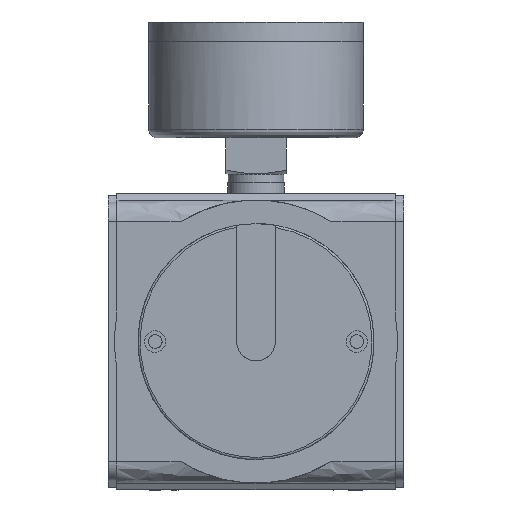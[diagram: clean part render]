
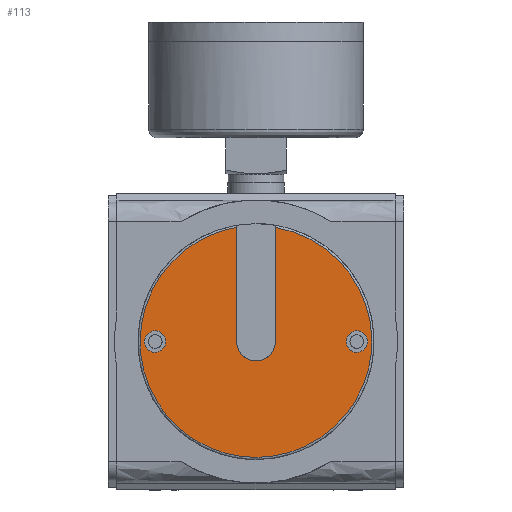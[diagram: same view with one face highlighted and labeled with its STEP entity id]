
A CAD part, front view. The second image highlights one B-rep face of the part: STEP entity #113.
In plain terms, the highlighted planar face has unit normal (0, -1, 0).
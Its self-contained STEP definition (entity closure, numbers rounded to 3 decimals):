
#36=FACE_BOUND('',#660,.T.);
#37=FACE_BOUND('',#661,.T.);
#113=ADVANCED_FACE('',(#383,#36,#37),#4144,.T.);
#383=FACE_OUTER_BOUND('',#659,.T.);
#659=EDGE_LOOP('',(#1113,#1114,#1115,#1116));
#660=EDGE_LOOP('',(#1117,#1118));
#661=EDGE_LOOP('',(#1119,#1120));
#1113=ORIENTED_EDGE('',*,*,#2402,.F.);
#1114=ORIENTED_EDGE('',*,*,#2398,.F.);
#1115=ORIENTED_EDGE('',*,*,#2910,.F.);
#1116=ORIENTED_EDGE('',*,*,#2396,.F.);
#1117=ORIENTED_EDGE('',*,*,#2494,.F.);
#1118=ORIENTED_EDGE('',*,*,#2493,.F.);
#1119=ORIENTED_EDGE('',*,*,#2484,.F.);
#1120=ORIENTED_EDGE('',*,*,#2483,.F.);
#2396=EDGE_CURVE('',#3739,#3740,#3044,.T.);
#2398=EDGE_CURVE('',#3741,#3742,#3046,.T.);
#2402=EDGE_CURVE('',#3742,#3739,#3463,.T.);
#2483=EDGE_CURVE('',#3748,#3747,#3508,.T.);
#2484=EDGE_CURVE('',#3747,#3748,#3509,.T.);
#2493=EDGE_CURVE('',#3746,#3745,#3516,.T.);
#2494=EDGE_CURVE('',#3745,#3746,#3517,.T.);
#2910=EDGE_CURVE('',#3740,#3741,#3634,.T.);
#3044=B_SPLINE_CURVE_WITH_KNOTS('',1,(#8106,#8107),.UNSPECIFIED.,.F.,.F.,
(2,2),(0.,26.622),.UNSPECIFIED.);
#3046=B_SPLINE_CURVE_WITH_KNOTS('',1,(#8114,#8115),.UNSPECIFIED.,.F.,.F.,
(2,2),(0.,26.622),.UNSPECIFIED.);
#3463=(
BOUNDED_CURVE()
B_SPLINE_CURVE(2,(#8126,#8127,#8128,#8129,#8130),.UNSPECIFIED.,.F.,.F.)
B_SPLINE_CURVE_WITH_KNOTS((3,2,3),(-14.137,-7.069,
0.),.UNSPECIFIED.)
CURVE()
GEOMETRIC_REPRESENTATION_ITEM()
RATIONAL_B_SPLINE_CURVE((1.,0.707,1.,0.707,1.))
REPRESENTATION_ITEM('')
);
#3508=(
BOUNDED_CURVE()
B_SPLINE_CURVE(2,(#8397,#8398,#8399,#8400,#8401),.UNSPECIFIED.,.F.,.F.)
B_SPLINE_CURVE_WITH_KNOTS((3,2,3),(-15.708,-11.781,-7.854),
 .UNSPECIFIED.)
CURVE()
GEOMETRIC_REPRESENTATION_ITEM()
RATIONAL_B_SPLINE_CURVE((1.,0.707,1.,0.707,1.))
REPRESENTATION_ITEM('')
);
#3509=(
BOUNDED_CURVE()
B_SPLINE_CURVE(2,(#8402,#8403,#8404,#8405,#8406),.UNSPECIFIED.,.F.,.F.)
B_SPLINE_CURVE_WITH_KNOTS((3,2,3),(-7.854,-3.927,
0.),.UNSPECIFIED.)
CURVE()
GEOMETRIC_REPRESENTATION_ITEM()
RATIONAL_B_SPLINE_CURVE((1.,0.707,1.,0.707,1.))
REPRESENTATION_ITEM('')
);
#3516=(
BOUNDED_CURVE()
B_SPLINE_CURVE(2,(#8441,#8442,#8443,#8444,#8445),.UNSPECIFIED.,.F.,.F.)
B_SPLINE_CURVE_WITH_KNOTS((3,2,3),(-15.708,-11.781,-7.854),
 .UNSPECIFIED.)
CURVE()
GEOMETRIC_REPRESENTATION_ITEM()
RATIONAL_B_SPLINE_CURVE((1.,0.707,1.,0.707,1.))
REPRESENTATION_ITEM('')
);
#3517=(
BOUNDED_CURVE()
B_SPLINE_CURVE(2,(#8446,#8447,#8448,#8449,#8450),.UNSPECIFIED.,.F.,.F.)
B_SPLINE_CURVE_WITH_KNOTS((3,2,3),(-7.854,-3.927,
0.),.UNSPECIFIED.)
CURVE()
GEOMETRIC_REPRESENTATION_ITEM()
RATIONAL_B_SPLINE_CURVE((1.,0.707,1.,0.707,1.))
REPRESENTATION_ITEM('')
);
#3634=(
BOUNDED_CURVE()
B_SPLINE_CURVE(2,(#9603,#9604,#9605,#9606,#9607,#9608,#9609,#9610,#9611),
 .UNSPECIFIED.,.F.,.F.)
B_SPLINE_CURVE_WITH_KNOTS((3,2,2,2,3),(-160.604,-120.453,
-80.302,-40.151,0.),.UNSPECIFIED.)
CURVE()
GEOMETRIC_REPRESENTATION_ITEM()
RATIONAL_B_SPLINE_CURVE((1.,0.736,1.,0.736,1.,0.736,
1.,0.736,1.))
REPRESENTATION_ITEM('')
);
#3739=VERTEX_POINT('',#7623);
#3740=VERTEX_POINT('',#7624);
#3741=VERTEX_POINT('',#7625);
#3742=VERTEX_POINT('',#7626);
#3745=VERTEX_POINT('',#7629);
#3746=VERTEX_POINT('',#7630);
#3747=VERTEX_POINT('',#7631);
#3748=VERTEX_POINT('',#7632);
#4144=PLANE('',#4771);
#4771=AXIS2_PLACEMENT_3D('',#5740,#4935,$);
#4935=DIRECTION('',(0.,-1.,0.));
#5740=CARTESIAN_POINT('',(-34.79,-1.5,-32.374));
#7623=CARTESIAN_POINT('',(4.5,-1.5,0.));
#7624=CARTESIAN_POINT('',(4.5,-1.5,26.622));
#7625=CARTESIAN_POINT('',(-4.5,-1.5,26.622));
#7626=CARTESIAN_POINT('',(-4.5,-1.5,0.));
#7629=CARTESIAN_POINT('',(23.5,-1.5,-2.5));
#7630=CARTESIAN_POINT('',(23.5,-1.5,2.5));
#7631=CARTESIAN_POINT('',(-23.5,-1.5,-2.5));
#7632=CARTESIAN_POINT('',(-23.5,-1.5,2.5));
#8106=CARTESIAN_POINT('',(4.5,-1.5,0.));
#8107=CARTESIAN_POINT('',(4.5,-1.5,26.622));
#8114=CARTESIAN_POINT('',(-4.5,-1.5,26.622));
#8115=CARTESIAN_POINT('',(-4.5,-1.5,0.));
#8126=CARTESIAN_POINT('',(-4.5,-1.5,0.));
#8127=CARTESIAN_POINT('',(-4.5,-1.5,-4.5));
#8128=CARTESIAN_POINT('',(0.,-1.5,-4.5));
#8129=CARTESIAN_POINT('',(4.5,-1.5,-4.5));
#8130=CARTESIAN_POINT('',(4.5,-1.5,0.));
#8397=CARTESIAN_POINT('',(-23.5,-1.5,2.5));
#8398=CARTESIAN_POINT('',(-26.,-1.5,2.5));
#8399=CARTESIAN_POINT('',(-26.,-1.5,0.));
#8400=CARTESIAN_POINT('',(-26.,-1.5,-2.5));
#8401=CARTESIAN_POINT('',(-23.5,-1.5,-2.5));
#8402=CARTESIAN_POINT('',(-23.5,-1.5,-2.5));
#8403=CARTESIAN_POINT('',(-21.,-1.5,-2.5));
#8404=CARTESIAN_POINT('',(-21.,-1.5,0.));
#8405=CARTESIAN_POINT('',(-21.,-1.5,2.5));
#8406=CARTESIAN_POINT('',(-23.5,-1.5,2.5));
#8441=CARTESIAN_POINT('',(23.5,-1.5,2.5));
#8442=CARTESIAN_POINT('',(21.,-1.5,2.5));
#8443=CARTESIAN_POINT('',(21.,-1.5,0.));
#8444=CARTESIAN_POINT('',(21.,-1.5,-2.5));
#8445=CARTESIAN_POINT('',(23.5,-1.5,-2.5));
#8446=CARTESIAN_POINT('',(23.5,-1.5,-2.5));
#8447=CARTESIAN_POINT('',(26.,-1.5,-2.5));
#8448=CARTESIAN_POINT('',(26.,-1.5,0.));
#8449=CARTESIAN_POINT('',(26.,-1.5,2.5));
#8450=CARTESIAN_POINT('',(23.5,-1.5,2.5));
#9603=CARTESIAN_POINT('',(4.5,-1.5,26.622));
#9604=CARTESIAN_POINT('',(28.982,-1.5,22.484));
#9605=CARTESIAN_POINT('',(26.905,-1.5,-2.258));
#9606=CARTESIAN_POINT('',(24.829,-1.5,-27.));
#9607=CARTESIAN_POINT('',(0.,-1.5,-27.));
#9608=CARTESIAN_POINT('',(-24.829,-1.5,-27.));
#9609=CARTESIAN_POINT('',(-26.905,-1.5,-2.258));
#9610=CARTESIAN_POINT('',(-28.982,-1.5,22.484));
#9611=CARTESIAN_POINT('',(-4.5,-1.5,26.622));
